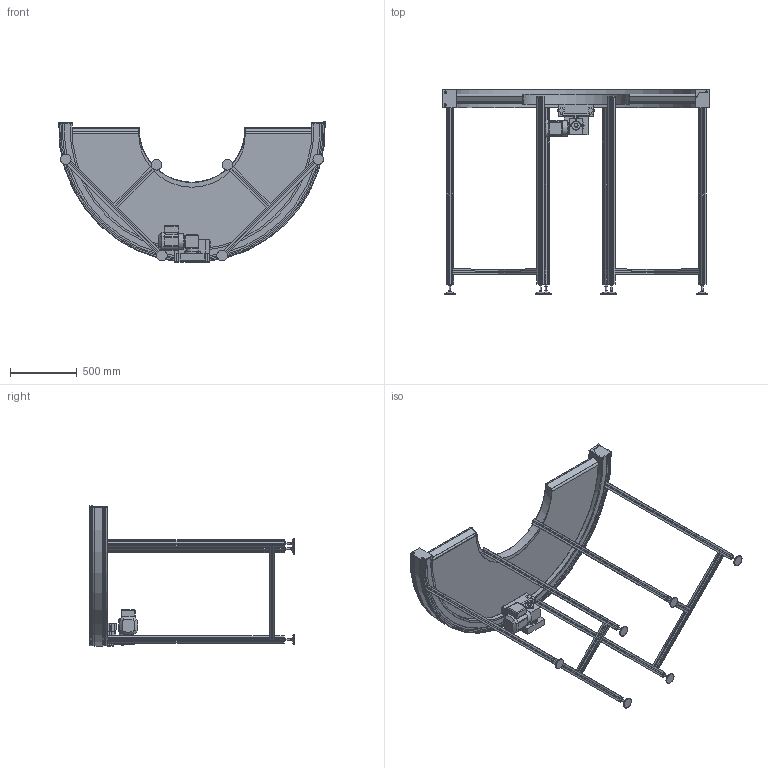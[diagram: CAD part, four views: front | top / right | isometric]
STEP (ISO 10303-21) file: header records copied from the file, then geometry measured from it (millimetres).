
FILE_DESCRIPTION(/* description */ ('KGF-P 2040 Curved Belt Conveyor'),/* implementation_level */ '2;1');
FILE_NAME(/* name */ 'export.stp',/* time_stamp */ '2023-04-08T16:38:58+00:00',/* author */ ('wpeters'),/* organization */ (''),/* preprocessor_version */ 'ST-DEVELOPER v18.1',/* originating_system */ 'Autodesk Inventor 2022',/* authorisation */ '');
FILE_SCHEMA (('AUTOMOTIVE_DESIGN { 1 0 10303 214 3 1 1 }'));
Length unit declared in the file: millimetre
Products named in the file (5): KGF-P 2040; KGF-P 2040 Frame 180; KGF-P 2040 Stand 180; KGF-P 2040 Drive; KGF-P 2040 Motor A
Assembly tree (5 placements, depth 2):
  KGF-P 2040
    KGF-P 2040 Frame 180
    KGF-P 2040 Stand 180  x2
    KGF-P 2040 Drive
    KGF-P 2040 Motor A
Bounding box: 2000.35 x 1535.7 x 1052.12 mm (x, y, z)
Volume: 66122910.9 mm3; surface area: 9228451.8 mm2
Topology: 27 solids, 27 shells, 771 faces, 1995 edges, 1306 vertices
Faces by surface type: plane 611, cylinder 127, bspline 12, torus 11, cone 8, sphere 2
Full cylindrical faces by diameter (mm): 5 x1, 6 x4, 9.5 x2, 12 x8, 16 x2, 18 x6, 20 x1, 25 x1, 30 x1, 65 x1, 72 x1, 79 x6, 80 x1, 92 x1, 117 x1, 120 x1, 120.001 x1
Entity records: 18724 total; most frequent: CARTESIAN_POINT 3538, ORIENTED_EDGE 3066, DIRECTION 3005, EDGE_CURVE 1533, LINE 1243, VECTOR 1243, VERTEX_POINT 1002, AXIS2_PLACEMENT_3D 881
